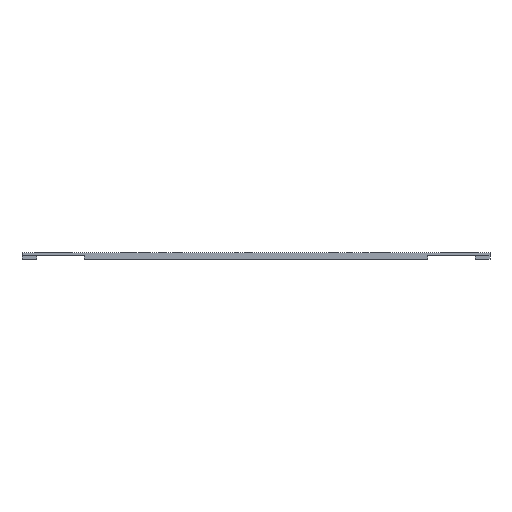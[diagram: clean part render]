
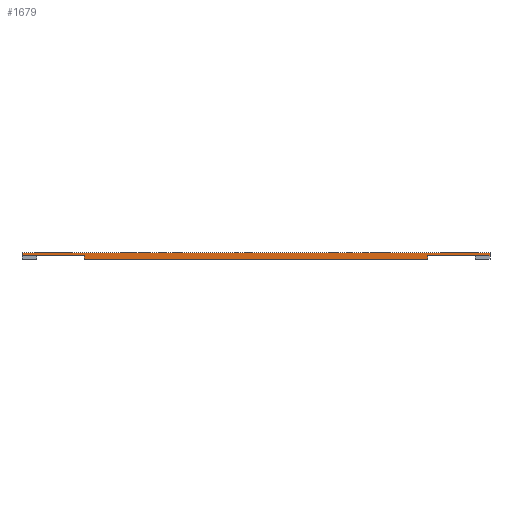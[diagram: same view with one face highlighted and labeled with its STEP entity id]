
A CAD part, front view. The second image highlights one B-rep face of the part: STEP entity #1679.
In plain terms, the highlighted planar face has unit normal (0, -1, 0).
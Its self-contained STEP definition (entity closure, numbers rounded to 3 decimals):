
#410 = EDGE_CURVE('',#411,#413,#415,.T.);
#411 = VERTEX_POINT('',#412);
#412 = CARTESIAN_POINT('',(0.,0.,1.));
#413 = VERTEX_POINT('',#414);
#414 = CARTESIAN_POINT('',(150.,0.,1.));
#415 = LINE('',#416,#417);
#416 = CARTESIAN_POINT('',(0.,0.,1.));
#417 = VECTOR('',#418,1.);
#418 = DIRECTION('',(1.,0.,0.));
#1679 = ADVANCED_FACE('',(#1680),#1737,.T.);
#1680 = FACE_BOUND('',#1681,.T.);
#1681 = EDGE_LOOP('',(#1682,#1690,#1698,#1706,#1714,#1722,#1730,#1736));
#1682 = ORIENTED_EDGE('',*,*,#1683,.F.);
#1683 = EDGE_CURVE('',#1684,#411,#1686,.T.);
#1684 = VERTEX_POINT('',#1685);
#1685 = CARTESIAN_POINT('',(0.,0.,0.));
#1686 = LINE('',#1687,#1688);
#1687 = CARTESIAN_POINT('',(0.,0.,0.));
#1688 = VECTOR('',#1689,1.);
#1689 = DIRECTION('',(0.,0.,1.));
#1690 = ORIENTED_EDGE('',*,*,#1691,.T.);
#1691 = EDGE_CURVE('',#1684,#1692,#1694,.T.);
#1692 = VERTEX_POINT('',#1693);
#1693 = CARTESIAN_POINT('',(20.,0.,0.));
#1694 = LINE('',#1695,#1696);
#1695 = CARTESIAN_POINT('',(0.,0.,0.));
#1696 = VECTOR('',#1697,1.);
#1697 = DIRECTION('',(1.,0.,0.));
#1698 = ORIENTED_EDGE('',*,*,#1699,.T.);
#1699 = EDGE_CURVE('',#1692,#1700,#1702,.T.);
#1700 = VERTEX_POINT('',#1701);
#1701 = CARTESIAN_POINT('',(20.,0.,-1.2));
#1702 = LINE('',#1703,#1704);
#1703 = CARTESIAN_POINT('',(20.,0.,0.));
#1704 = VECTOR('',#1705,1.);
#1705 = DIRECTION('',(0.,0.,-1.));
#1706 = ORIENTED_EDGE('',*,*,#1707,.T.);
#1707 = EDGE_CURVE('',#1700,#1708,#1710,.T.);
#1708 = VERTEX_POINT('',#1709);
#1709 = CARTESIAN_POINT('',(130.,0.,-1.2));
#1710 = LINE('',#1711,#1712);
#1711 = CARTESIAN_POINT('',(20.,0.,-1.2));
#1712 = VECTOR('',#1713,1.);
#1713 = DIRECTION('',(1.,0.,0.));
#1714 = ORIENTED_EDGE('',*,*,#1715,.F.);
#1715 = EDGE_CURVE('',#1716,#1708,#1718,.T.);
#1716 = VERTEX_POINT('',#1717);
#1717 = CARTESIAN_POINT('',(130.,0.,0.));
#1718 = LINE('',#1719,#1720);
#1719 = CARTESIAN_POINT('',(130.,0.,0.));
#1720 = VECTOR('',#1721,1.);
#1721 = DIRECTION('',(0.,0.,-1.));
#1722 = ORIENTED_EDGE('',*,*,#1723,.T.);
#1723 = EDGE_CURVE('',#1716,#1724,#1726,.T.);
#1724 = VERTEX_POINT('',#1725);
#1725 = CARTESIAN_POINT('',(150.,0.,0.));
#1726 = LINE('',#1727,#1728);
#1727 = CARTESIAN_POINT('',(0.,0.,0.));
#1728 = VECTOR('',#1729,1.);
#1729 = DIRECTION('',(1.,0.,0.));
#1730 = ORIENTED_EDGE('',*,*,#1731,.T.);
#1731 = EDGE_CURVE('',#1724,#413,#1732,.T.);
#1732 = LINE('',#1733,#1734);
#1733 = CARTESIAN_POINT('',(150.,0.,0.));
#1734 = VECTOR('',#1735,1.);
#1735 = DIRECTION('',(0.,0.,1.));
#1736 = ORIENTED_EDGE('',*,*,#410,.F.);
#1737 = PLANE('',#1738);
#1738 = AXIS2_PLACEMENT_3D('',#1739,#1740,#1741);
#1739 = CARTESIAN_POINT('',(75.,0.,0.058));
#1740 = DIRECTION('',(-0.,-1.,-0.));
#1741 = DIRECTION('',(0.,0.,-1.));
